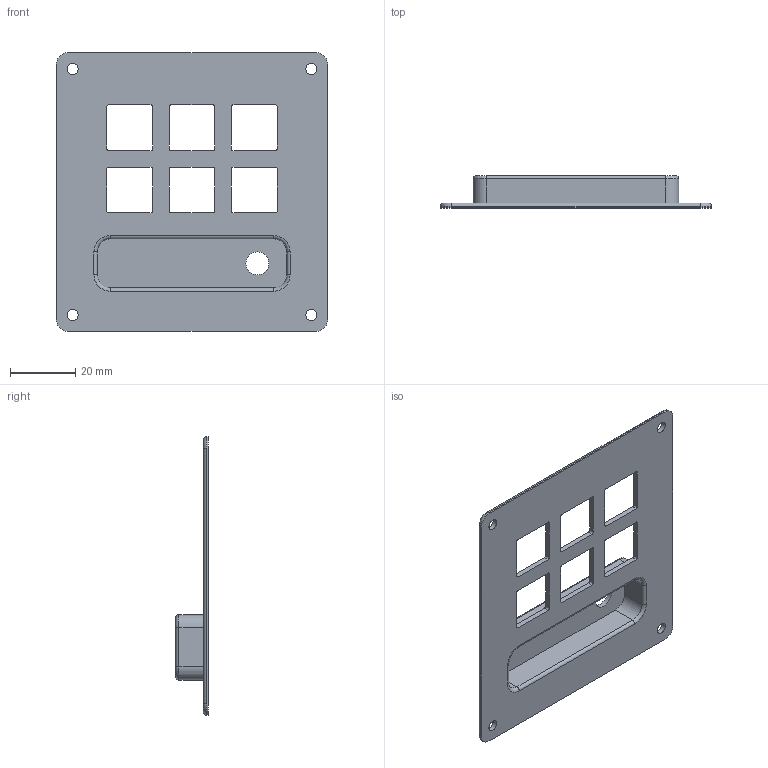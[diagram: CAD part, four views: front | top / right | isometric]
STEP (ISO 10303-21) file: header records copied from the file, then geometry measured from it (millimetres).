
FILE_DESCRIPTION(/* description */ (''),/* implementation_level */ '2;1');
FILE_NAME(/* name */ 'Janns_Macropad_top_V2.step',/* time_stamp */ '2026-01-13T19:48:52+01:00',/* author */ (''),/* organization */ (''),/* preprocessor_version */ 'ST-DEVELOPER v20.1',/* originating_system */ 'Autodesk Translation Framework v14.21.0.0',/* authorisation */ '');
FILE_SCHEMA (('AUTOMOTIVE_DESIGN { 1 0 10303 214 3 1 1 }'));
Length unit declared in the file: millimetre
Products named in the file (1): Janns Macropad top
Bounding box: 83 x 10 x 85.3 mm (x, y, z)
Volume: 11910.2 mm3; surface area: 14993.9 mm2
Topology: 1 solids, 1 shells, 105 faces, 279 edges, 178 vertices
Faces by surface type: cylinder 53, plane 40, torus 12
Full cylindrical faces by diameter (mm): 3.4 x4, 7 x1
Entity records: 3356 total; most frequent: DIRECTION 609, CARTESIAN_POINT 563, ORIENTED_EDGE 558, EDGE_CURVE 279, AXIS2_PLACEMENT_3D 224, VERTEX_POINT 178, LINE 161, VECTOR 161
